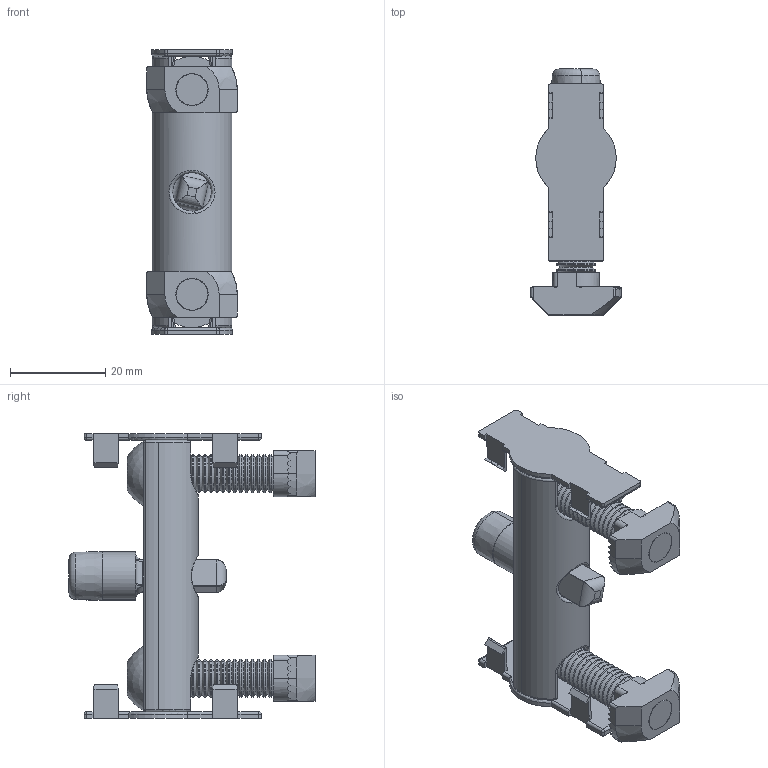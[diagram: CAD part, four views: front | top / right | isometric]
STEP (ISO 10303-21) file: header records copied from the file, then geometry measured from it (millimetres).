
FILE_DESCRIPTION (( 'STEP AP214' ), '1' );
FILE_NAME ('099c601.STEP', '2013-01-14T10:37:20', ( '' ), ( '' ), 'SwSTEP 2.0', 'SolidWorks 2012', '' );
FILE_SCHEMA (( 'AUTOMOTIVE_DESIGN' ));
Length unit declared in the file: millimetre
Products named in the file (6): 4iso7380m0835m_4 ISO 7380 M8 35 m S01; 096h10430_096 h 10 8 30; kt20002006_Standard; kt20002002_kt 20002 002; 099c401r01_099 c 601 r01; 099c601
Assembly tree (8 placements, depth 2):
  099c601
    099c401r01_099 c 601 r01
    kt20002002_kt 20002 002
    kt20002006_Standard  x2
    096h10430_096 h 10 8 30  x2
    4iso7380m0835m_4 ISO 7380 M8 35 m S01  x2
Bounding box: 19 x 51.66 x 59.8 mm (x, y, z)
Volume: 15145.2 mm3; surface area: 12022.9 mm2
Topology: 8 solids, 8 shells, 919 faces, 2383 edges, 1459 vertices
Faces by surface type: plane 306, cylinder 303, cone 224, sphere 40, bspline 24, torus 22
Entity records: 17088 total; most frequent: CARTESIAN_POINT 4344, DIRECTION 2710, ORIENTED_EDGE 2630, EDGE_CURVE 1315, AXIS2_PLACEMENT_3D 1020, VERTEX_POINT 806, VECTOR 670, LINE 670
